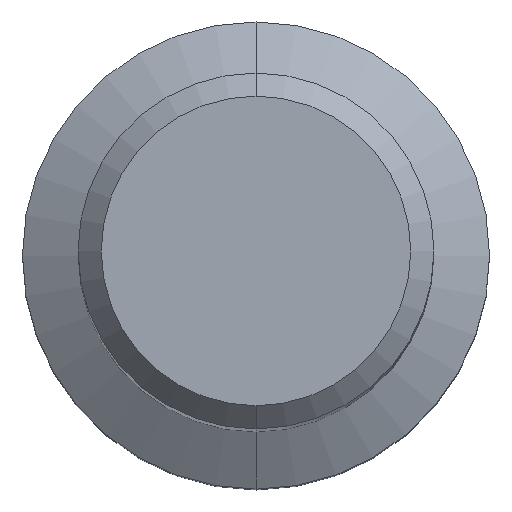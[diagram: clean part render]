
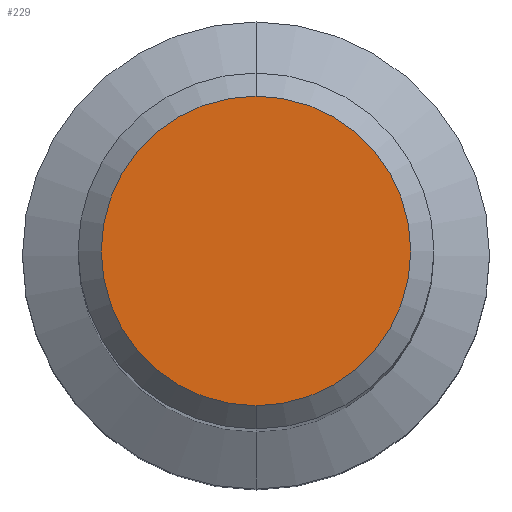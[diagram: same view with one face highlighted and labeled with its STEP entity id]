
A CAD part, top view. The second image highlights one B-rep face of the part: STEP entity #229.
In plain terms, the highlighted planar face has unit normal (0, 0, 1).
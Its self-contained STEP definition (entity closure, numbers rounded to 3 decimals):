
#229=ADVANCED_FACE('',(#618),#619,.T.);
#261=EDGE_CURVE('',#417,#267,#655,.T.);
#267=VERTEX_POINT('',#662);
#417=VERTEX_POINT('',#829);
#485=EDGE_CURVE('',#267,#417,#903,.T.);
#618=FACE_OUTER_BOUND('',#1044,.T.);
#619=PLANE('',#1045);
#655=CIRCLE('',#1099,5.302);
#662=CARTESIAN_POINT('',(0.,-5.302,0.0));
#829=CARTESIAN_POINT('',(0.0,5.302,0.0));
#903=CIRCLE('',#1641,5.302);
#1044=EDGE_LOOP('',(#1844,#1845));
#1045=AXIS2_PLACEMENT_3D('',#1846,#1847,#1848);
#1099=AXIS2_PLACEMENT_3D('',#1896,#1897,#1898);
#1641=AXIS2_PLACEMENT_3D('',#2184,#2185,#2186);
#1844=ORIENTED_EDGE('',*,*,#261,.F.);
#1845=ORIENTED_EDGE('',*,*,#485,.F.);
#1846=CARTESIAN_POINT('',(0.0,2.651,0.0));
#1847=DIRECTION('',(-0.0,0.0,1.0));
#1848=DIRECTION('',(0.0,-1.0,0.0));
#1896=CARTESIAN_POINT('',(0.0,0.0,0.0));
#1897=DIRECTION('',(0.0,0.0,-1.0));
#1898=DIRECTION('',(0.0,1.0,0.0));
#2184=CARTESIAN_POINT('',(0.0,0.0,0.0));
#2185=DIRECTION('',(0.0,0.0,-1.0));
#2186=DIRECTION('',(0.0,1.0,0.0));
